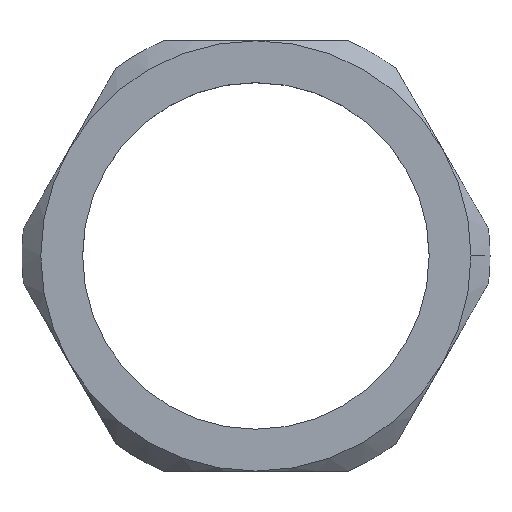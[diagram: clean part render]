
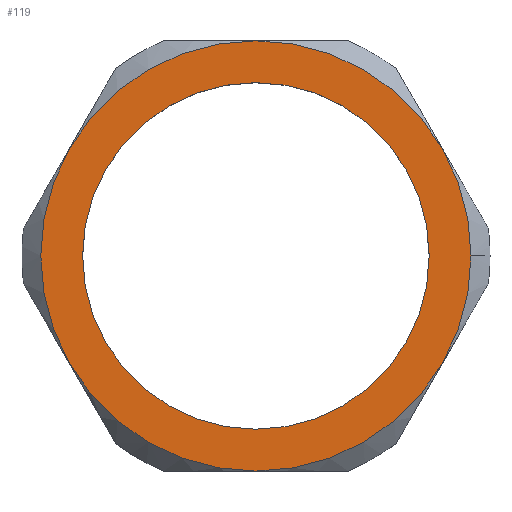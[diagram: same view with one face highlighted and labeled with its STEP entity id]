
A CAD part, top view. The second image highlights one B-rep face of the part: STEP entity #119.
In plain terms, the highlighted planar face has unit normal (0, 0, 1).
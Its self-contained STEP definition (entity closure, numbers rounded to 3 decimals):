
#1 = AXIS2_PLACEMENT_3D ( 'NONE', #316, #317, #318 ) ;
#3 = AXIS2_PLACEMENT_3D ( 'NONE', #313, #314, #315 ) ;
#4 = AXIS2_PLACEMENT_3D ( 'NONE', #310, #311, #312 ) ;
#7 = AXIS2_PLACEMENT_3D ( 'NONE', #836, #308, #309 ) ;
#8 = AXIS2_PLACEMENT_3D ( 'NONE', #598, #597, #596 ) ;
#12 = AXIS2_PLACEMENT_3D ( 'NONE', #601, #600, #599 ) ;
#16 = AXIS2_PLACEMENT_3D ( 'NONE', #628, #624, #623 ) ;
#20 = AXIS2_PLACEMENT_3D ( 'NONE', #607, #603, #602 ) ;
#22 = AXIS2_PLACEMENT_3D ( 'NONE', #645, #644, #643 ) ;
#79 = EDGE_CURVE ( 'NONE', #780, #809, #177, .T. ) ;
#84 = EDGE_CURVE ( 'NONE', #790, #784, #175, .T. ) ;
#91 = EDGE_CURVE ( 'NONE', #784, #790, #171, .T. ) ;
#92 = EDGE_CURVE ( 'NONE', #782, #780, #170, .T. ) ;
#93 = EDGE_CURVE ( 'NONE', #777, #806, #169, .T. ) ;
#94 = EDGE_CURVE ( 'NONE', #806, #789, #168, .T. ) ;
#95 = EDGE_CURVE ( 'NONE', #807, #782, #167, .T. ) ;
#96 = EDGE_CURVE ( 'NONE', #789, #807, #166, .T. ) ;
#97 = EDGE_CURVE ( 'NONE', #809, #777, #164, .T. ) ;
#119 = ADVANCED_FACE ( 'NONE', ( #215, #217 ), #418, .T. ) ;
#164 = CIRCLE ( 'NONE', #1, 9. ) ;
#166 = CIRCLE ( 'NONE', #3, 9. ) ;
#167 = CIRCLE ( 'NONE', #4, 9. ) ;
#168 = CIRCLE ( 'NONE', #7, 9. ) ;
#169 = CIRCLE ( 'NONE', #8, 9. ) ;
#170 = CIRCLE ( 'NONE', #12, 9. ) ;
#171 = CIRCLE ( 'NONE', #20, 7.25 ) ;
#175 = CIRCLE ( 'NONE', #16, 7.25 ) ;
#177 = CIRCLE ( 'NONE', #22, 9. ) ;
#215 = FACE_BOUND ( 'NONE', #765, .T. ) ;
#217 = FACE_OUTER_BOUND ( 'NONE', #768, .T. ) ;
#222 = AXIS2_PLACEMENT_3D ( 'NONE', #419, #420, #421 ) ;
#308 = DIRECTION ( 'NONE',  ( 0., 0., 1. ) ) ;
#309 = DIRECTION ( 'NONE',  ( 1., 0., 0. ) ) ;
#310 = CARTESIAN_POINT ( 'NONE',  ( 0., 0., 2.8 ) ) ;
#311 = DIRECTION ( 'NONE',  ( 0., 0., 1. ) ) ;
#312 = DIRECTION ( 'NONE',  ( 1., 0., 0. ) ) ;
#313 = CARTESIAN_POINT ( 'NONE',  ( 0., 0., 2.8 ) ) ;
#314 = DIRECTION ( 'NONE',  ( 0., 0., 1. ) ) ;
#315 = DIRECTION ( 'NONE',  ( 1., 0., 0. ) ) ;
#316 = CARTESIAN_POINT ( 'NONE',  ( 0., 0., 2.8 ) ) ;
#317 = DIRECTION ( 'NONE',  ( 0., 0., 1. ) ) ;
#318 = DIRECTION ( 'NONE',  ( 1., 0., 0. ) ) ;
#418 = PLANE ( 'NONE',  #222 ) ;
#419 = CARTESIAN_POINT ( 'NONE',  ( 0., 0., 2.8 ) ) ;
#420 = DIRECTION ( 'NONE',  ( 0., 0., 1. ) ) ;
#421 = DIRECTION ( 'NONE',  ( 1., 0., 0. ) ) ;
#559 = CARTESIAN_POINT ( 'NONE',  ( 0., 9., 2.8 ) ) ;
#562 = CARTESIAN_POINT ( 'NONE',  ( 9., 0., 2.8 ) ) ;
#564 = CARTESIAN_POINT ( 'NONE',  ( 7.794, -4.5, 2.8 ) ) ;
#566 = CARTESIAN_POINT ( 'NONE',  ( 7.25, 0., 2.8 ) ) ;
#569 = CARTESIAN_POINT ( 'NONE',  ( -7.794, -4.5, 2.8 ) ) ;
#570 = CARTESIAN_POINT ( 'NONE',  ( -7.25, 0., 2.8 ) ) ;
#585 = CARTESIAN_POINT ( 'NONE',  ( -7.794, 4.5, 2.8 ) ) ;
#586 = CARTESIAN_POINT ( 'NONE',  ( 0., -9., 2.8 ) ) ;
#588 = CARTESIAN_POINT ( 'NONE',  ( 7.794, 4.5, 2.8 ) ) ;
#596 = DIRECTION ( 'NONE',  ( 1., 0., 0. ) ) ;
#597 = DIRECTION ( 'NONE',  ( 0., 0., 1. ) ) ;
#598 = CARTESIAN_POINT ( 'NONE',  ( 0., 0., 2.8 ) ) ;
#599 = DIRECTION ( 'NONE',  ( 1., 0., 0. ) ) ;
#600 = DIRECTION ( 'NONE',  ( 0., 0., 1. ) ) ;
#601 = CARTESIAN_POINT ( 'NONE',  ( 0., 0., 2.8 ) ) ;
#602 = DIRECTION ( 'NONE',  ( 1., 0., 0. ) ) ;
#603 = DIRECTION ( 'NONE',  ( 0., 0., 1. ) ) ;
#607 = CARTESIAN_POINT ( 'NONE',  ( 0., 0., 2.8 ) ) ;
#623 = DIRECTION ( 'NONE',  ( 1., 0., 0. ) ) ;
#624 = DIRECTION ( 'NONE',  ( 0., 0., 1. ) ) ;
#628 = CARTESIAN_POINT ( 'NONE',  ( 0., 0., 2.8 ) ) ;
#643 = DIRECTION ( 'NONE',  ( 1., 0., 0. ) ) ;
#644 = DIRECTION ( 'NONE',  ( 0., 0., 1. ) ) ;
#645 = CARTESIAN_POINT ( 'NONE',  ( 0., 0., 2.8 ) ) ;
#739 = ORIENTED_EDGE ( 'NONE', *, *, #84, .F. ) ;
#740 = ORIENTED_EDGE ( 'NONE', *, *, #97, .T. ) ;
#741 = ORIENTED_EDGE ( 'NONE', *, *, #91, .F. ) ;
#742 = ORIENTED_EDGE ( 'NONE', *, *, #92, .T. ) ;
#765 = EDGE_LOOP ( 'NONE', ( #739, #741 ) ) ;
#768 = EDGE_LOOP ( 'NONE', ( #742, #821, #740, #820, #819, #815, #816 ) ) ;
#777 = VERTEX_POINT ( 'NONE', #559 ) ;
#780 = VERTEX_POINT ( 'NONE', #562 ) ;
#782 = VERTEX_POINT ( 'NONE', #564 ) ;
#784 = VERTEX_POINT ( 'NONE', #566 ) ;
#789 = VERTEX_POINT ( 'NONE', #569 ) ;
#790 = VERTEX_POINT ( 'NONE', #570 ) ;
#806 = VERTEX_POINT ( 'NONE', #585 ) ;
#807 = VERTEX_POINT ( 'NONE', #586 ) ;
#809 = VERTEX_POINT ( 'NONE', #588 ) ;
#815 = ORIENTED_EDGE ( 'NONE', *, *, #96, .T. ) ;
#816 = ORIENTED_EDGE ( 'NONE', *, *, #95, .T. ) ;
#819 = ORIENTED_EDGE ( 'NONE', *, *, #94, .T. ) ;
#820 = ORIENTED_EDGE ( 'NONE', *, *, #93, .T. ) ;
#821 = ORIENTED_EDGE ( 'NONE', *, *, #79, .T. ) ;
#836 = CARTESIAN_POINT ( 'NONE',  ( 0., 0., 2.8 ) ) ;
